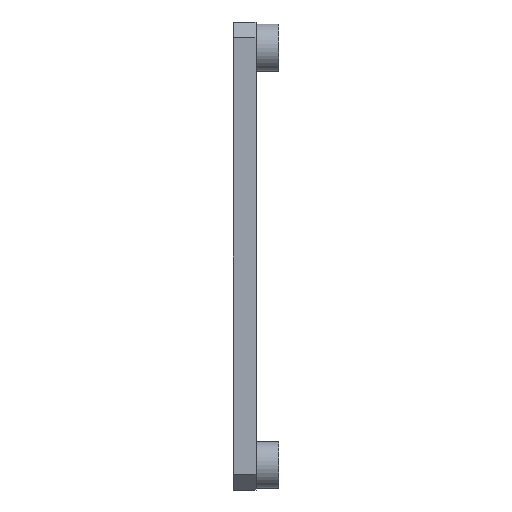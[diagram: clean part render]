
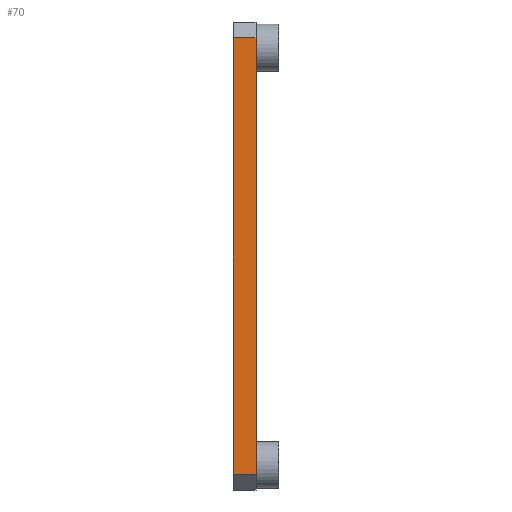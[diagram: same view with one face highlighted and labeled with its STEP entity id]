
A CAD part, front view. The second image highlights one B-rep face of the part: STEP entity #70.
In plain terms, the highlighted planar face has unit normal (0, -1, 0).
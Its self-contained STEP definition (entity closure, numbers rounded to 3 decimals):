
#70 = ADVANCED_FACE ( 'NONE', ( #903 ), #578, .F. ) ;
#80 = EDGE_CURVE ( 'NONE', #924, #311, #654, .T. ) ;
#133 = CARTESIAN_POINT ( 'NONE',  ( 3., -100.763, 94.226 ) ) ;
#143 = DIRECTION ( 'NONE',  ( 0., 1., 0. ) ) ;
#150 = DIRECTION ( 'NONE',  ( -1., 0., 0. ) ) ;
#153 = CARTESIAN_POINT ( 'NONE',  ( 3., -100.763, 153.804 ) ) ;
#159 = CARTESIAN_POINT ( 'NONE',  ( 0., -100.763, 153.804 ) ) ;
#173 = VECTOR ( 'NONE', #263, 1000. ) ;
#175 = VERTEX_POINT ( 'NONE', #1001 ) ;
#196 = CARTESIAN_POINT ( 'NONE',  ( 0., -100.763, 94.226 ) ) ;
#233 = AXIS2_PLACEMENT_3D ( 'NONE', #153, #143, #730 ) ;
#263 = DIRECTION ( 'NONE',  ( 0., 0., -1. ) ) ;
#311 = VERTEX_POINT ( 'NONE', #133 ) ;
#331 = CARTESIAN_POINT ( 'NONE',  ( 3., -100.763, 151.704 ) ) ;
#332 = VERTEX_POINT ( 'NONE', #196 ) ;
#398 = CARTESIAN_POINT ( 'NONE',  ( 3., -100.763, 151.704 ) ) ;
#451 = EDGE_CURVE ( 'NONE', #924, #175, #475, .T. ) ;
#467 = ORIENTED_EDGE ( 'NONE', *, *, #80, .F. ) ;
#475 = LINE ( 'NONE', #398, #769 ) ;
#476 = ORIENTED_EDGE ( 'NONE', *, *, #982, .T. ) ;
#485 = CARTESIAN_POINT ( 'NONE',  ( 3., -100.763, 153.804 ) ) ;
#489 = EDGE_CURVE ( 'NONE', #332, #311, #555, .T. ) ;
#542 = VECTOR ( 'NONE', #893, 1000. ) ;
#555 = LINE ( 'NONE', #1065, #542 ) ;
#578 = PLANE ( 'NONE',  #233 ) ;
#654 = LINE ( 'NONE', #485, #859 ) ;
#730 = DIRECTION ( 'NONE',  ( 0., 0., 1. ) ) ;
#736 = ORIENTED_EDGE ( 'NONE', *, *, #451, .T. ) ;
#769 = VECTOR ( 'NONE', #150, 1000. ) ;
#843 = EDGE_LOOP ( 'NONE', ( #476, #936, #467, #736 ) ) ;
#859 = VECTOR ( 'NONE', #986, 1000. ) ;
#893 = DIRECTION ( 'NONE',  ( 1., 0., 0. ) ) ;
#903 = FACE_OUTER_BOUND ( 'NONE', #843, .T. ) ;
#924 = VERTEX_POINT ( 'NONE', #331 ) ;
#936 = ORIENTED_EDGE ( 'NONE', *, *, #489, .T. ) ;
#982 = EDGE_CURVE ( 'NONE', #175, #332, #1078, .T. ) ;
#986 = DIRECTION ( 'NONE',  ( 0., 0., -1. ) ) ;
#1001 = CARTESIAN_POINT ( 'NONE',  ( 0., -100.763, 151.704 ) ) ;
#1065 = CARTESIAN_POINT ( 'NONE',  ( 3., -100.763, 94.226 ) ) ;
#1078 = LINE ( 'NONE', #159, #173 ) ;
